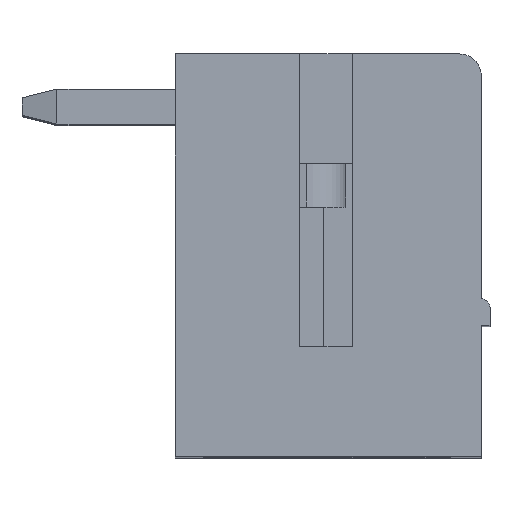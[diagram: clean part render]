
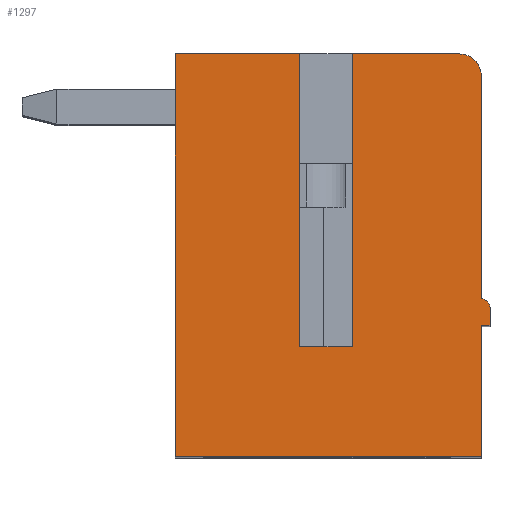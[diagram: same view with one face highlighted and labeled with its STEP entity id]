
A CAD part, top view. The second image highlights one B-rep face of the part: STEP entity #1297.
In plain terms, the highlighted planar face has unit normal (0, 0, 1).
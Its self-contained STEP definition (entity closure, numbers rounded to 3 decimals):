
#276 = VERTEX_POINT('',#277);
#277 = CARTESIAN_POINT('',(3.5,9.,21.35));
#292 = VERTEX_POINT('',#293);
#293 = CARTESIAN_POINT('',(10.5,9.,21.35));
#299 = EDGE_CURVE('',#276,#292,#300,.T.);
#300 = LINE('',#301,#302);
#301 = CARTESIAN_POINT('',(3.5,9.,21.35));
#302 = VECTOR('',#303,1.);
#303 = DIRECTION('',(1.,0.,0.));
#1185 = VERTEX_POINT('',#1186);
#1186 = CARTESIAN_POINT('',(10.5,12.,21.35));
#1192 = EDGE_CURVE('',#292,#1185,#1193,.T.);
#1193 = LINE('',#1194,#1195);
#1194 = CARTESIAN_POINT('',(10.5,9.,21.35));
#1195 = VECTOR('',#1196,1.);
#1196 = DIRECTION('',(0.,1.,0.));
#1216 = VERTEX_POINT('',#1217);
#1217 = CARTESIAN_POINT('',(10.7,12.,21.35));
#1223 = EDGE_CURVE('',#1185,#1216,#1224,.T.);
#1224 = LINE('',#1225,#1226);
#1225 = CARTESIAN_POINT('',(10.5,12.,21.35));
#1226 = VECTOR('',#1227,1.);
#1227 = DIRECTION('',(1.,0.,0.));
#1247 = VERTEX_POINT('',#1248);
#1248 = CARTESIAN_POINT('',(10.7,12.4,21.35));
#1254 = EDGE_CURVE('',#1216,#1247,#1255,.T.);
#1255 = LINE('',#1256,#1257);
#1256 = CARTESIAN_POINT('',(10.7,12.,21.35));
#1257 = VECTOR('',#1258,1.);
#1258 = DIRECTION('',(0.,1.,0.));
#1279 = VERTEX_POINT('',#1280);
#1280 = CARTESIAN_POINT('',(10.5,12.6,21.35));
#1286 = EDGE_CURVE('',#1247,#1279,#1287,.T.);
#1287 = CIRCLE('',#1288,0.2);
#1288 = AXIS2_PLACEMENT_3D('',#1289,#1290,#1291);
#1289 = CARTESIAN_POINT('',(10.5,12.4,21.35));
#1290 = DIRECTION('',(0.,0.,1.));
#1291 = DIRECTION('',(1.,0.,0.));
#1297 = ADVANCED_FACE('',(#1298),#1368,.T.);
#1298 = FACE_BOUND('',#1299,.T.);
#1299 = EDGE_LOOP('',(#1300,#1310,#1318,#1324,#1325,#1326,#1327,#1328,
    #1329,#1337,#1346,#1354,#1362));
#1300 = ORIENTED_EDGE('',*,*,#1301,.T.);
#1301 = EDGE_CURVE('',#1302,#1304,#1306,.T.);
#1302 = VERTEX_POINT('',#1303);
#1303 = CARTESIAN_POINT('',(6.35,11.5,21.35));
#1304 = VERTEX_POINT('',#1305);
#1305 = CARTESIAN_POINT('',(6.35,18.2,21.35));
#1306 = LINE('',#1307,#1308);
#1307 = CARTESIAN_POINT('',(6.35,11.5,21.35));
#1308 = VECTOR('',#1309,1.);
#1309 = DIRECTION('',(0.,1.,0.));
#1310 = ORIENTED_EDGE('',*,*,#1311,.T.);
#1311 = EDGE_CURVE('',#1304,#1312,#1314,.T.);
#1312 = VERTEX_POINT('',#1313);
#1313 = CARTESIAN_POINT('',(3.5,18.2,21.35));
#1314 = LINE('',#1315,#1316);
#1315 = CARTESIAN_POINT('',(10.5,18.2,21.35));
#1316 = VECTOR('',#1317,1.);
#1317 = DIRECTION('',(-1.,0.,0.));
#1318 = ORIENTED_EDGE('',*,*,#1319,.T.);
#1319 = EDGE_CURVE('',#1312,#276,#1320,.T.);
#1320 = LINE('',#1321,#1322);
#1321 = CARTESIAN_POINT('',(3.5,18.2,21.35));
#1322 = VECTOR('',#1323,1.);
#1323 = DIRECTION('',(0.,-1.,0.));
#1324 = ORIENTED_EDGE('',*,*,#299,.T.);
#1325 = ORIENTED_EDGE('',*,*,#1192,.T.);
#1326 = ORIENTED_EDGE('',*,*,#1223,.T.);
#1327 = ORIENTED_EDGE('',*,*,#1254,.T.);
#1328 = ORIENTED_EDGE('',*,*,#1286,.T.);
#1329 = ORIENTED_EDGE('',*,*,#1330,.T.);
#1330 = EDGE_CURVE('',#1279,#1331,#1333,.T.);
#1331 = VERTEX_POINT('',#1332);
#1332 = CARTESIAN_POINT('',(10.5,17.7,21.35));
#1333 = LINE('',#1334,#1335);
#1334 = CARTESIAN_POINT('',(10.5,12.6,21.35));
#1335 = VECTOR('',#1336,1.);
#1336 = DIRECTION('',(0.,1.,0.));
#1337 = ORIENTED_EDGE('',*,*,#1338,.T.);
#1338 = EDGE_CURVE('',#1331,#1339,#1341,.T.);
#1339 = VERTEX_POINT('',#1340);
#1340 = CARTESIAN_POINT('',(10.,18.2,21.35));
#1341 = CIRCLE('',#1342,0.5);
#1342 = AXIS2_PLACEMENT_3D('',#1343,#1344,#1345);
#1343 = CARTESIAN_POINT('',(10.,17.7,21.35));
#1344 = DIRECTION('',(0.,0.,1.));
#1345 = DIRECTION('',(1.,0.,0.));
#1346 = ORIENTED_EDGE('',*,*,#1347,.T.);
#1347 = EDGE_CURVE('',#1339,#1348,#1350,.T.);
#1348 = VERTEX_POINT('',#1349);
#1349 = CARTESIAN_POINT('',(7.55,18.2,21.35));
#1350 = LINE('',#1351,#1352);
#1351 = CARTESIAN_POINT('',(10.5,18.2,21.35));
#1352 = VECTOR('',#1353,1.);
#1353 = DIRECTION('',(-1.,0.,0.));
#1354 = ORIENTED_EDGE('',*,*,#1355,.F.);
#1355 = EDGE_CURVE('',#1356,#1348,#1358,.T.);
#1356 = VERTEX_POINT('',#1357);
#1357 = CARTESIAN_POINT('',(7.55,11.5,21.35));
#1358 = LINE('',#1359,#1360);
#1359 = CARTESIAN_POINT('',(7.55,11.5,21.35));
#1360 = VECTOR('',#1361,1.);
#1361 = DIRECTION('',(0.,1.,0.));
#1362 = ORIENTED_EDGE('',*,*,#1363,.F.);
#1363 = EDGE_CURVE('',#1302,#1356,#1364,.T.);
#1364 = LINE('',#1365,#1366);
#1365 = CARTESIAN_POINT('',(6.35,11.5,21.35));
#1366 = VECTOR('',#1367,1.);
#1367 = DIRECTION('',(1.,0.,0.));
#1368 = PLANE('',#1369);
#1369 = AXIS2_PLACEMENT_3D('',#1370,#1371,#1372);
#1370 = CARTESIAN_POINT('',(10.5,12.4,21.35));
#1371 = DIRECTION('',(0.,0.,1.));
#1372 = DIRECTION('',(1.,0.,0.));
